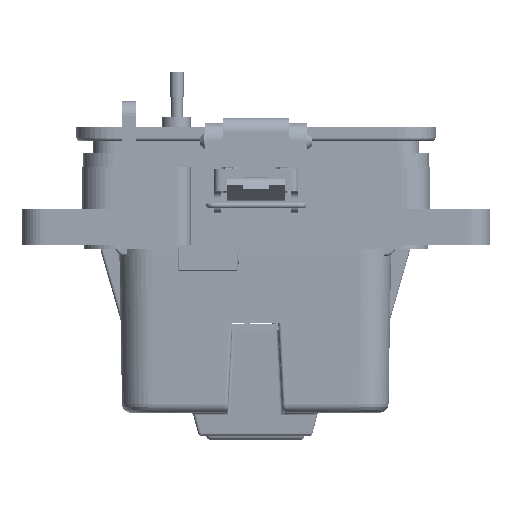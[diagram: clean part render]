
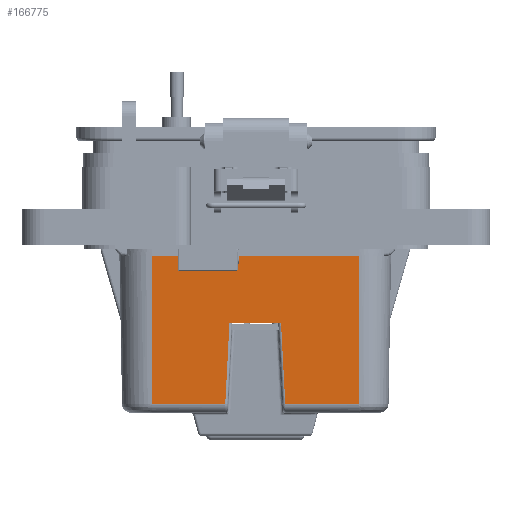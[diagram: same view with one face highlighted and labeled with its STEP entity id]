
A CAD part, front view. The second image highlights one B-rep face of the part: STEP entity #166775.
In plain terms, the highlighted face is planar.
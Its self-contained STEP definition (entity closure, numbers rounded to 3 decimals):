
#2701 = VECTOR ( 'NONE', #161649, 1000. ) ;
#4168 = CARTESIAN_POINT ( 'NONE',  ( 23.271, -8.275, -43.224 ) ) ;
#6515 = CARTESIAN_POINT ( 'NONE',  ( 23.981, 28.553, -2.54 ) ) ;
#6712 = ORIENTED_EDGE ( 'NONE', *, *, #69852, .T. ) ;
#7786 = CARTESIAN_POINT ( 'NONE',  ( 23.659, -7.11, -20.991 ) ) ;
#14545 = CARTESIAN_POINT ( 'NONE',  ( 23.658, -7.112, -21.031 ) ) ;
#14840 = EDGE_CURVE ( 'NONE', #26794, #36080, #160997, .T. ) ;
#17979 = CARTESIAN_POINT ( 'NONE',  ( 23.981, 0., -2.54 ) ) ;
#26794 = VERTEX_POINT ( 'NONE', #4168 ) ;
#33239 = VERTEX_POINT ( 'NONE', #195634 ) ;
#36080 = VERTEX_POINT ( 'NONE', #14545 ) ;
#36943 = DIRECTION ( 'NONE',  ( 1., 0., -0.017 ) ) ;
#38097 = CARTESIAN_POINT ( 'NONE',  ( 23.271, 8.275, -43.224 ) ) ;
#41745 = LINE ( 'NONE', #112122, #155623 ) ;
#45546 = LINE ( 'NONE', #165143, #97798 ) ;
#46575 = ORIENTED_EDGE ( 'NONE', *, *, #14840, .T. ) ;
#53060 = LINE ( 'NONE', #121269, #197892 ) ;
#59236 = DIRECTION ( 'NONE',  ( 0.017, 0.052, 0.998 ) ) ;
#59835 = VERTEX_POINT ( 'NONE', #38097 ) ;
#68455 = ORIENTED_EDGE ( 'NONE', *, *, #220639, .T. ) ;
#69852 = EDGE_CURVE ( 'NONE', #96831, #59835, #171021, .T. ) ;
#71480 = LINE ( 'NONE', #72570, #99893 ) ;
#72197 = EDGE_LOOP ( 'NONE', ( #68455, #46575, #98316, #6712, #131084, #160030, #218299, #81512 ) ) ;
#72570 = CARTESIAN_POINT ( 'NONE',  ( 23.981, -28.553, -2.54 ) ) ;
#76992 = VECTOR ( 'NONE', #59236, 1000. ) ;
#81512 = ORIENTED_EDGE ( 'NONE', *, *, #104273, .T. ) ;
#86066 = DIRECTION ( 'NONE',  ( -0.017, 0.052, -0.998 ) ) ;
#96831 = VERTEX_POINT ( 'NONE', #167768 ) ;
#97798 = VECTOR ( 'NONE', #113737, 1000. ) ;
#98316 = ORIENTED_EDGE ( 'NONE', *, *, #205198, .F. ) ;
#99893 = VECTOR ( 'NONE', #139701, 1000. ) ;
#104025 = FACE_OUTER_BOUND ( 'NONE', #72197, .T. ) ;
#104273 = EDGE_CURVE ( 'NONE', #33239, #119470, #71480, .T. ) ;
#105065 = VECTOR ( 'NONE', #86066, 1000. ) ;
#109912 = DIRECTION ( 'NONE',  ( 0., -1., 0. ) ) ;
#112122 = CARTESIAN_POINT ( 'NONE',  ( 23.658, 0., -21.031 ) ) ;
#113737 = DIRECTION ( 'NONE',  ( 0., -1., 0. ) ) ;
#113864 = AXIS2_PLACEMENT_3D ( 'NONE', #17979, #36943, #136496 ) ;
#118607 = PLANE ( 'NONE',  #113864 ) ;
#119470 = VERTEX_POINT ( 'NONE', #213583 ) ;
#121269 = CARTESIAN_POINT ( 'NONE',  ( 23.271, 28.553, -43.224 ) ) ;
#124808 = LINE ( 'NONE', #191862, #2701 ) ;
#128636 = VERTEX_POINT ( 'NONE', #6515 ) ;
#131084 = ORIENTED_EDGE ( 'NONE', *, *, #202588, .T. ) ;
#132513 = CARTESIAN_POINT ( 'NONE',  ( 23.981, 28.553, -2.54 ) ) ;
#135895 = EDGE_CURVE ( 'NONE', #128636, #33239, #45546, .T. ) ;
#136496 = DIRECTION ( 'NONE',  ( -0.017, 0., -1. ) ) ;
#137496 = CARTESIAN_POINT ( 'NONE',  ( 23.271, 8.273, -43.184 ) ) ;
#139701 = DIRECTION ( 'NONE',  ( -0.017, 0., -1. ) ) ;
#143469 = CARTESIAN_POINT ( 'NONE',  ( 23.271, 28.553, -43.224 ) ) ;
#145870 = VERTEX_POINT ( 'NONE', #143469 ) ;
#155623 = VECTOR ( 'NONE', #109912, 1000. ) ;
#160030 = ORIENTED_EDGE ( 'NONE', *, *, #219178, .T. ) ;
#160997 = LINE ( 'NONE', #7786, #76992 ) ;
#161649 = DIRECTION ( 'NONE',  ( 0., 1., 0. ) ) ;
#165143 = CARTESIAN_POINT ( 'NONE',  ( 23.981, 0., -2.54 ) ) ;
#166775 = ADVANCED_FACE ( 'NONE', ( #104025 ), #118607, .T. ) ;
#166803 = VECTOR ( 'NONE', #198450, 1000. ) ;
#167768 = CARTESIAN_POINT ( 'NONE',  ( 23.658, 7.112, -21.031 ) ) ;
#171021 = LINE ( 'NONE', #137496, #105065 ) ;
#172689 = DIRECTION ( 'NONE',  ( 0., 1., 0. ) ) ;
#191862 = CARTESIAN_POINT ( 'NONE',  ( 23.271, -7.644, -43.224 ) ) ;
#195634 = CARTESIAN_POINT ( 'NONE',  ( 23.981, -28.553, -2.54 ) ) ;
#197892 = VECTOR ( 'NONE', #172689, 1000. ) ;
#198450 = DIRECTION ( 'NONE',  ( 0.017, 0., 1. ) ) ;
#202588 = EDGE_CURVE ( 'NONE', #59835, #145870, #53060, .T. ) ;
#205198 = EDGE_CURVE ( 'NONE', #96831, #36080, #41745, .T. ) ;
#213583 = CARTESIAN_POINT ( 'NONE',  ( 23.271, -28.553, -43.224 ) ) ;
#218299 = ORIENTED_EDGE ( 'NONE', *, *, #135895, .T. ) ;
#219178 = EDGE_CURVE ( 'NONE', #145870, #128636, #219601, .T. ) ;
#219601 = LINE ( 'NONE', #132513, #166803 ) ;
#220639 = EDGE_CURVE ( 'NONE', #119470, #26794, #124808, .T. ) ;
